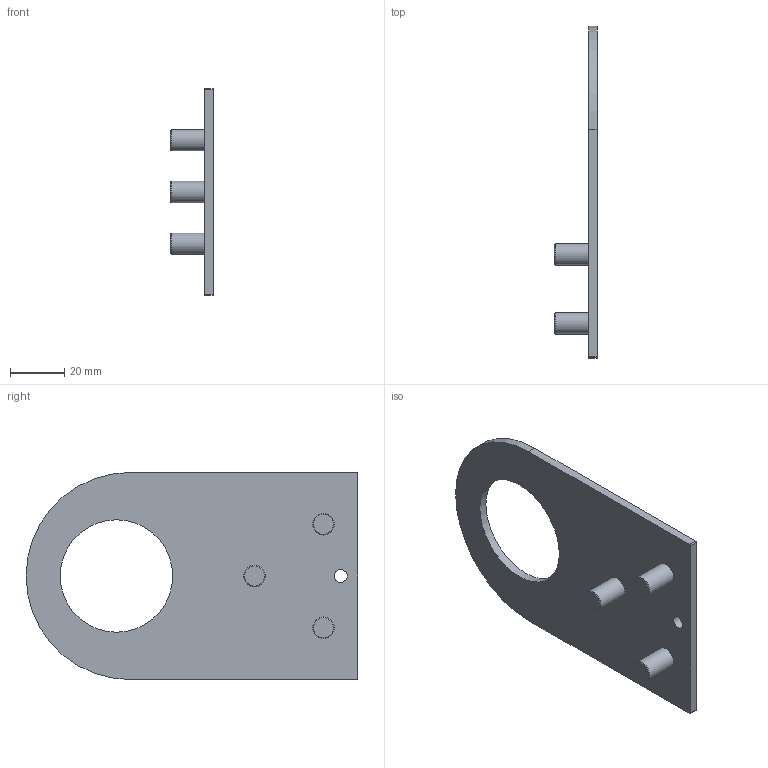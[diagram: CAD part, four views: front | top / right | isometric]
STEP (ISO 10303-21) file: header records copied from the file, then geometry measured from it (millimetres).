
FILE_DESCRIPTION (( 'STEP AP203' ), '1' );
FILE_NAME ('SCE-LLB5.step', '2021-02-09T22:29:31', ( 'ADC123' ), ( 'Microsoft' ), 'SwSTEP 2.0', 'SolidWorks 2019', '' );
FILE_SCHEMA (( 'CONFIG_CONTROL_DESIGN' ));
Length unit declared in the file: inch
Products named in the file (1): SCE-LLB5
Bounding box: 15.88 x 122.17 x 76.2 mm (x, y, z)
Volume: 25126.9 mm3; surface area: 17805.2 mm2
Topology: 4 solids, 4 shells, 31 faces, 57 edges, 37 vertices
Faces by surface type: plane 14, cylinder 14, cone 3
Full cylindrical faces by diameter (mm): 4.775 x1, 7.874 x3, 7.925 x3, 9.55 x3, 41.402 x1
Entity records: 801 total; most frequent: DIRECTION 138, CARTESIAN_POINT 112, ORIENTED_EDGE 86, AXIS2_PLACEMENT_3D 63, EDGE_LOOP 58, EDGE_CURVE 43, FACE_OUTER_BOUND 42, VERTEX_POINT 37
